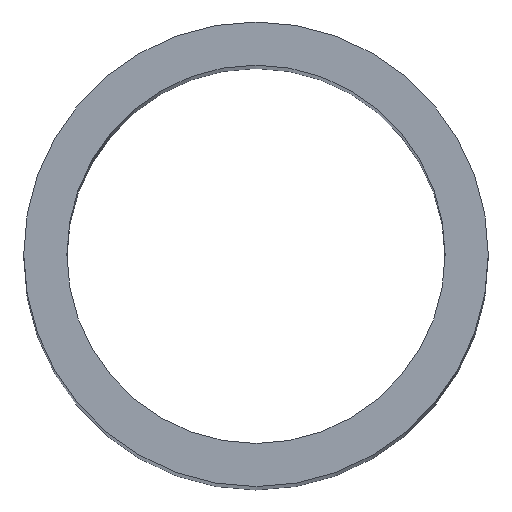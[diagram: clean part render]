
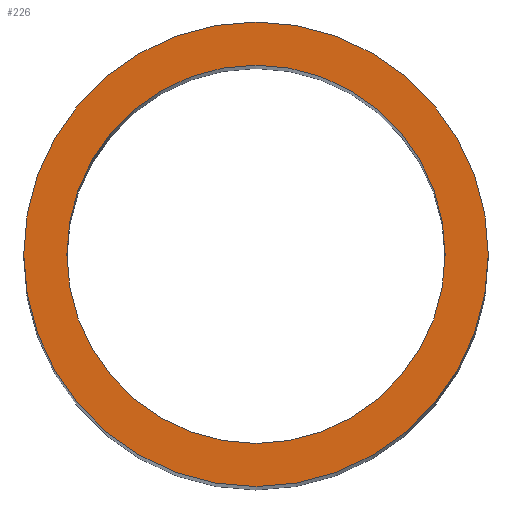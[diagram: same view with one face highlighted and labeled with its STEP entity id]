
A CAD part, top view. The second image highlights one B-rep face of the part: STEP entity #226.
In plain terms, the highlighted planar face has unit normal (0, 0, 1).
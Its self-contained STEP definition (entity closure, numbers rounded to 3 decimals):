
#4 = ORIENTED_EDGE ( 'NONE', *, *, #96, .T. ) ;
#6 = CIRCLE ( 'NONE', #173, 9.75 ) ;
#7 = DIRECTION ( 'NONE',  ( 0., 0., 1. ) ) ;
#8 = CARTESIAN_POINT ( 'NONE',  ( -11.975, 0., 100. ) ) ;
#35 = EDGE_CURVE ( 'NONE', #60, #193, #188, .T. ) ;
#40 = EDGE_LOOP ( 'NONE', ( #149, #4 ) ) ;
#43 = CARTESIAN_POINT ( 'NONE',  ( 11.975, 0., 100. ) ) ;
#45 = DIRECTION ( 'NONE',  ( 1., 0., 0. ) ) ;
#49 = CARTESIAN_POINT ( 'NONE',  ( 0., 0., 100. ) ) ;
#52 = DIRECTION ( 'NONE',  ( 0., 0., 1. ) ) ;
#57 = ORIENTED_EDGE ( 'NONE', *, *, #243, .F. ) ;
#58 = CIRCLE ( 'NONE', #205, 11.975 ) ;
#60 = VERTEX_POINT ( 'NONE', #8 ) ;
#64 = DIRECTION ( 'NONE',  ( 0., 0., 1. ) ) ;
#69 = VERTEX_POINT ( 'NONE', #179 ) ;
#83 = AXIS2_PLACEMENT_3D ( 'NONE', #197, #64, #124 ) ;
#84 = CARTESIAN_POINT ( 'NONE',  ( 0., 0., 100. ) ) ;
#85 = CARTESIAN_POINT ( 'NONE',  ( 0., 0., 100. ) ) ;
#87 = DIRECTION ( 'NONE',  ( 1., 0., 0. ) ) ;
#94 = CIRCLE ( 'NONE', #217, 9.75 ) ;
#96 = EDGE_CURVE ( 'NONE', #193, #60, #58, .T. ) ;
#98 = ORIENTED_EDGE ( 'NONE', *, *, #190, .F. ) ;
#100 = CARTESIAN_POINT ( 'NONE',  ( -9.75, 0., 100. ) ) ;
#119 = PLANE ( 'NONE',  #83 ) ;
#124 = DIRECTION ( 'NONE',  ( 1., 0., 0. ) ) ;
#126 = DIRECTION ( 'NONE',  ( 0., 0., 1. ) ) ;
#128 = EDGE_LOOP ( 'NONE', ( #57, #98 ) ) ;
#140 = DIRECTION ( 'NONE',  ( 1., 0., 0. ) ) ;
#149 = ORIENTED_EDGE ( 'NONE', *, *, #35, .T. ) ;
#159 = DIRECTION ( 'NONE',  ( 0., 0., 1. ) ) ;
#171 = VERTEX_POINT ( 'NONE', #100 ) ;
#173 = AXIS2_PLACEMENT_3D ( 'NONE', #84, #52, #209 ) ;
#178 = FACE_BOUND ( 'NONE', #128, .T. ) ;
#179 = CARTESIAN_POINT ( 'NONE',  ( 9.75, 0., 100. ) ) ;
#188 = CIRCLE ( 'NONE', #199, 11.975 ) ;
#190 = EDGE_CURVE ( 'NONE', #69, #171, #94, .T. ) ;
#193 = VERTEX_POINT ( 'NONE', #43 ) ;
#197 = CARTESIAN_POINT ( 'NONE',  ( 0., 0., 100. ) ) ;
#199 = AXIS2_PLACEMENT_3D ( 'NONE', #49, #126, #87 ) ;
#205 = AXIS2_PLACEMENT_3D ( 'NONE', #85, #7, #140 ) ;
#209 = DIRECTION ( 'NONE',  ( 1., 0., 0. ) ) ;
#217 = AXIS2_PLACEMENT_3D ( 'NONE', #222, #159, #45 ) ;
#222 = CARTESIAN_POINT ( 'NONE',  ( 0., 0., 100. ) ) ;
#226 = ADVANCED_FACE ( 'NONE', ( #240, #178 ), #119, .T. ) ;
#240 = FACE_OUTER_BOUND ( 'NONE', #40, .T. ) ;
#243 = EDGE_CURVE ( 'NONE', #171, #69, #6, .T. ) ;
